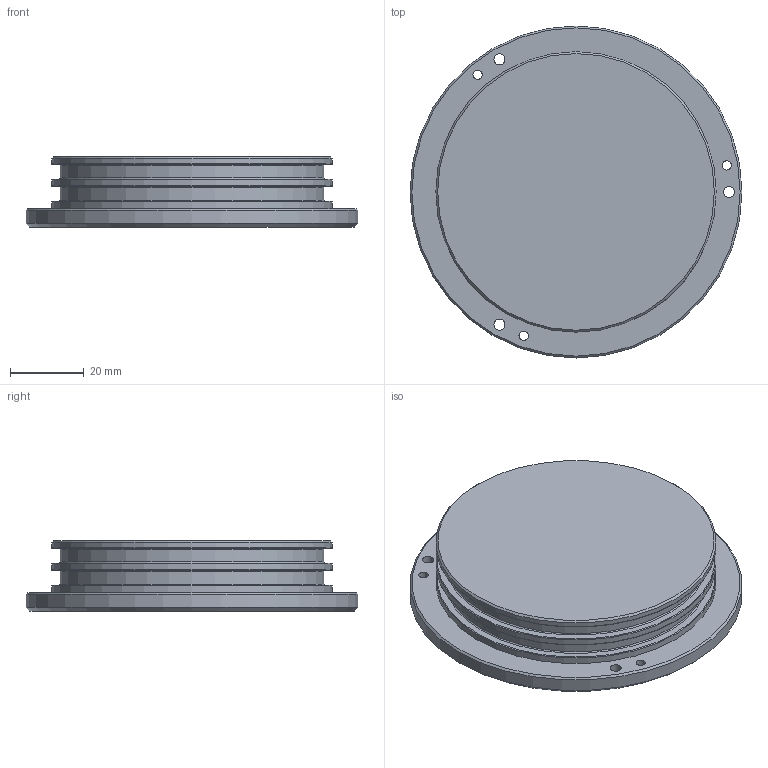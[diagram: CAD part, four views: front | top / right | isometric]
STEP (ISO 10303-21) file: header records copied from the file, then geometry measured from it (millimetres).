
FILE_DESCRIPTION(/* description */ (''),/* implementation_level */ '2;1');
FILE_NAME(/* name */ 'end_cap_blank v4.step',/* time_stamp */ '2024-09-24T12:07:47+02:00',/* author */ (''),/* organization */ (''),/* preprocessor_version */ 'ST-DEVELOPER v20',/* originating_system */ 'Autodesk Translation Framework v13.14.0.145',/* authorisation */ '');
FILE_SCHEMA (('AUTOMOTIVE_DESIGN { 1 0 10303 214 3 1 1 }'));
Length unit declared in the file: millimetre
Products named in the file (1): Logger_cap_blank
Bounding box: 90 x 90 x 19 mm (x, y, z)
Volume: 90681.4 mm3; surface area: 19164.6 mm2
Topology: 1 solids, 1 shells, 30 faces, 61 edges, 38 vertices
Faces by surface type: cylinder 12, torus 8, plane 7, cone 3
Full cylindrical faces by diameter (mm): 2.529 x3, 3 x3, 71.4 x2, 76 x3, 90 x1
Entity records: 871 total; most frequent: DIRECTION 169, CARTESIAN_POINT 130, ORIENTED_EDGE 122, AXIS2_PLACEMENT_3D 77, EDGE_CURVE 61, EDGE_LOOP 47, CIRCLE 46, VERTEX_POINT 38
